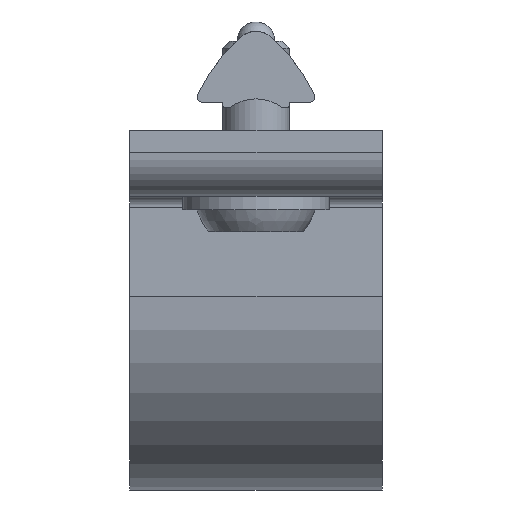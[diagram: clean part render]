
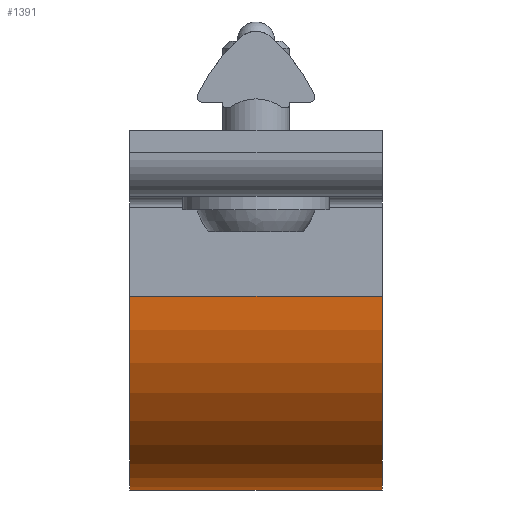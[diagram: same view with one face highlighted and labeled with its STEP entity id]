
A CAD part, left-side view. The second image highlights one B-rep face of the part: STEP entity #1391.
In plain terms, the highlighted cylindrical face has radius 17.5 mm (diameter 35 mm), a partial arc.
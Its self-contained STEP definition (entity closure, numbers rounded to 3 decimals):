
#73=CYLINDRICAL_SURFACE('',#1541,17.5);
#115=CIRCLE('',#1542,17.5);
#116=CIRCLE('',#1543,17.5);
#187=FACE_OUTER_BOUND('',#263,.T.);
#263=EDGE_LOOP('',(#1004,#1005,#1006,#1007));
#362=LINE('',#2200,#488);
#364=LINE('',#2206,#490);
#488=VECTOR('',#1766,1.);
#490=VECTOR('',#1772,1.);
#612=VERTEX_POINT('',#2197);
#613=VERTEX_POINT('',#2199);
#614=VERTEX_POINT('',#2203);
#615=VERTEX_POINT('',#2205);
#768=EDGE_CURVE('',#613,#612,#362,.T.);
#770=EDGE_CURVE('',#612,#614,#115,.T.);
#771=EDGE_CURVE('',#615,#614,#364,.T.);
#772=EDGE_CURVE('',#615,#613,#116,.T.);
#1004=ORIENTED_EDGE('',*,*,#770,.T.);
#1005=ORIENTED_EDGE('',*,*,#771,.F.);
#1006=ORIENTED_EDGE('',*,*,#772,.T.);
#1007=ORIENTED_EDGE('',*,*,#768,.T.);
#1391=ADVANCED_FACE('',(#187),#73,.T.);
#1541=AXIS2_PLACEMENT_3D('',#2202,#1768,#1769);
#1542=AXIS2_PLACEMENT_3D('',#2204,#1770,#1771);
#1543=AXIS2_PLACEMENT_3D('',#2207,#1773,#1774);
#1766=DIRECTION('',(0.,1.,0.));
#1768=DIRECTION('center_axis',(0.,1.,0.));
#1769=DIRECTION('ref_axis',(1.,0.,0.));
#1770=DIRECTION('center_axis',(0.,-1.,0.));
#1771=DIRECTION('ref_axis',(1.,0.,0.));
#1772=DIRECTION('',(0.,1.,0.));
#1773=DIRECTION('center_axis',(0.,1.,0.));
#1774=DIRECTION('ref_axis',(1.,0.,0.));
#2197=CARTESIAN_POINT('',(-17.5,11.4,-11.55));
#2199=CARTESIAN_POINT('',(-17.5,-11.4,-11.55));
#2200=CARTESIAN_POINT('',(-17.5,-11.4,-11.55));
#2202=CARTESIAN_POINT('Origin',(0.,-11.4,-11.55));
#2203=CARTESIAN_POINT('',(17.5,11.4,-11.55));
#2204=CARTESIAN_POINT('Origin',(0.,11.4,-11.55));
#2205=CARTESIAN_POINT('',(17.5,-11.4,-11.55));
#2206=CARTESIAN_POINT('',(17.5,-11.4,-11.55));
#2207=CARTESIAN_POINT('Origin',(0.,-11.4,-11.55));
